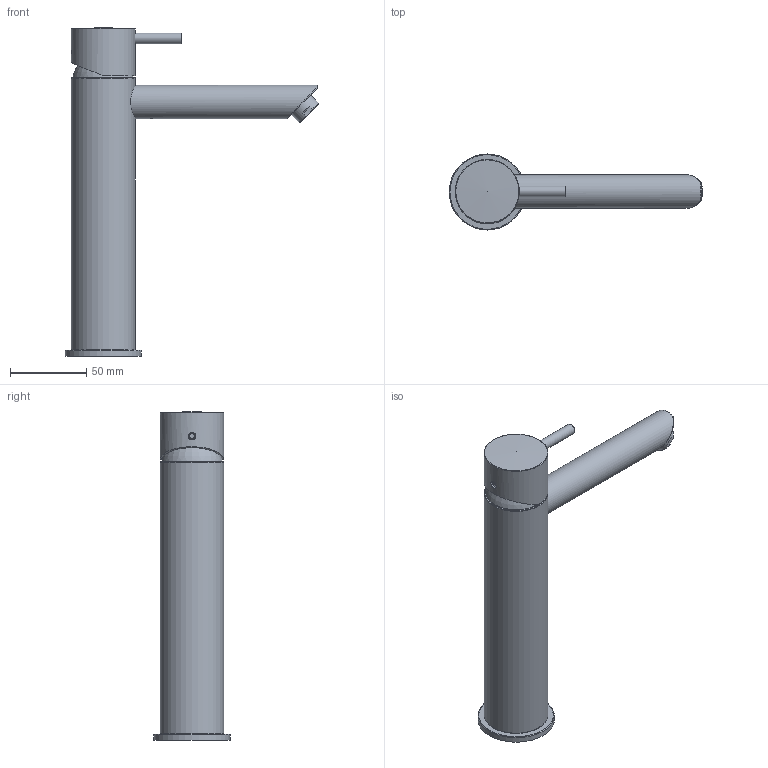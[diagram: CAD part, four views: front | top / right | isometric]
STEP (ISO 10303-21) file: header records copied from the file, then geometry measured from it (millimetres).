
FILE_DESCRIPTION(/* description */ ('Unknown'),/* implementation_level */ '2;1');
FILE_NAME(/* name */ 'CB003MS',/* time_stamp */ '2016-03-15T08:51:59+01:00',/* author */ ('Unknown'),/* organization */ ('Unknown'),/* preprocessor_version */ 'ST-DEVELOPER v16.7',/* originating_system */ 'DEX',/* authorisation */ $);
FILE_SCHEMA (('AUTOMOTIVE_DESIGN {1 0 10303 214 3 1 1}'));
Length unit declared in the file: millimetre
Products named in the file (1): CB003MS
Bounding box: 166.53 x 50 x 215.7 mm (x, y, z)
Surface area: 67895.1 mm2 (no closed solid volume)
Topology: 0 solids, 16 shells, 91 faces, 308 edges, 223 vertices
Faces by surface type: plane 30, cylinder 27, cone 19, torus 11, bspline 2, sphere 2
Full cylindrical faces by diameter (mm): 3.242 x2, 5 x1, 6 x1, 7 x1, 7.5 x1, 11 x1, 13.597 x1, 15 x1, 15.738 x1, 16 x1, 18 x1, 18.5 x1, 19 x1, 22 x1, 35 x1, 37 x1, 37.5 x1, 39 x1, 42 x2, 45 x1, 50 x1
Entity records: 6701 total; most frequent: CARTESIAN_POINT 4030, DIRECTION 482, ORIENTED_EDGE 332, EDGE_CURVE 234, AXIS2_PLACEMENT_3D 209, VERTEX_POINT 199, FACE_BOUND 159, EDGE_LOOP 158
